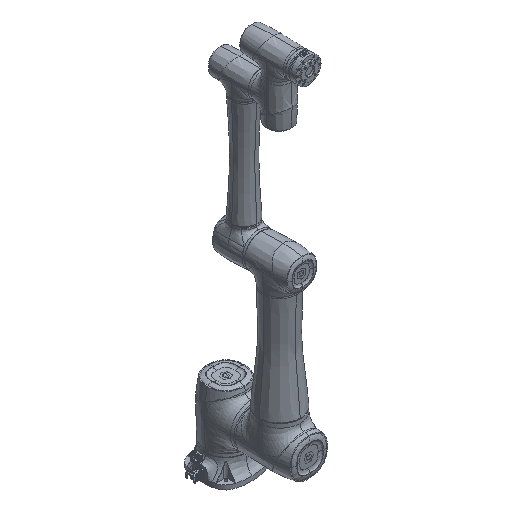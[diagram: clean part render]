
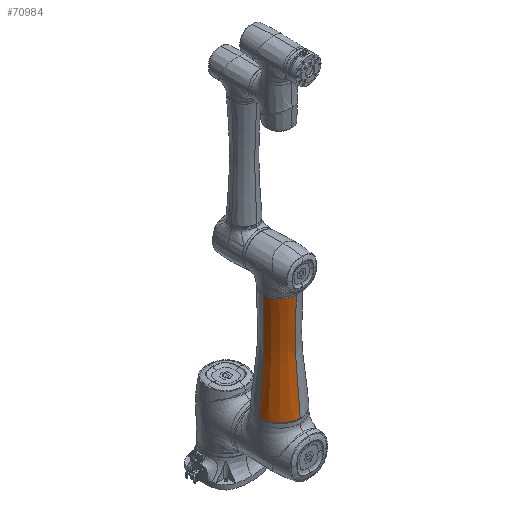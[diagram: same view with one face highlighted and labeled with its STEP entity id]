
A CAD part, isometric view. The second image highlights one B-rep face of the part: STEP entity #70984.
In plain terms, the highlighted free-form (B-spline) face has degree [3, 3] with [11, 7] control points.
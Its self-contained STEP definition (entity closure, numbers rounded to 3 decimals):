
#70463=CARTESIAN_POINT('',(-74.,0.,
17.));
#70465=CARTESIAN_POINT('',(-74.,0.,
17.));
#70466=CARTESIAN_POINT('',(-73.998,-9.493,
17.));
#70467=CARTESIAN_POINT('',(-70.226,-28.862,
16.999));
#70468=CARTESIAN_POINT('',(-53.744,-53.744,
17.));
#70469=CARTESIAN_POINT('',(-28.862,-70.226,
16.999));
#70470=CARTESIAN_POINT('',(-9.493,-73.998,
17.));
#70471=CARTESIAN_POINT('',(0.,-74.,
17.));
#70532=CARTESIAN_POINT('',(0.,-74.,
17.));
#70533=CARTESIAN_POINT('',(0.,-73.475,
31.982));
#70534=CARTESIAN_POINT('',(0.,-71.532,
63.015));
#70535=CARTESIAN_POINT('',(0.,-66.794,
109.278));
#70536=CARTESIAN_POINT('',(0.,-61.403,
156.234));
#70537=CARTESIAN_POINT('',(0.,-57.127,
203.08));
#70538=CARTESIAN_POINT('',(0.,-55.817,
250.419));
#70539=CARTESIAN_POINT('',(0.,-56.525,
298.169));
#70540=CARTESIAN_POINT('',(0.,-58.118,
345.88));
#70541=CARTESIAN_POINT('',(0.,-58.999,
377.606));
#70542=CARTESIAN_POINT('',(0.,-59.,
393.5));
#70548=CARTESIAN_POINT('',(0.,0.,393.5));
#70549=DIRECTION('',(0.,0.,1.));
#70550=DIRECTION('',(-1.,0.,0.));
#70551=AXIS2_PLACEMENT_3D('',#70548,#70549,#70550);
#70553=CARTESIAN_POINT('',(-74.,0.,
17.));
#70554=CARTESIAN_POINT('',(-73.475,0.,
31.982));
#70555=CARTESIAN_POINT('',(-71.532,0.,
63.015));
#70556=CARTESIAN_POINT('',(-66.794,0.,
109.278));
#70557=CARTESIAN_POINT('',(-61.403,0.,
156.234));
#70558=CARTESIAN_POINT('',(-57.127,0.,
203.08));
#70559=CARTESIAN_POINT('',(-55.817,0.,
250.419));
#70560=CARTESIAN_POINT('',(-56.525,0.,
298.169));
#70561=CARTESIAN_POINT('',(-58.118,0.,
345.88));
#70562=CARTESIAN_POINT('',(-58.999,0.,
377.606));
#70563=CARTESIAN_POINT('',(-59.,0.,
393.5));
#70576=VERTEX_POINT('',#70463);
#70577=VERTEX_POINT('',#70471);
#70580=CARTESIAN_POINT('',(-59.,0.,393.5));
#70582=VERTEX_POINT('',#70580);
#70589=CARTESIAN_POINT('',(0.,-59.,393.5));
#70590=VERTEX_POINT('',#70589);
#70900=CARTESIAN_POINT('',(0.926,-58.984,
397.271));
#70901=CARTESIAN_POINT('',(-6.957,-59.113,
397.271));
#70902=CARTESIAN_POINT('',(-22.765,-56.171,
397.272));
#70903=CARTESIAN_POINT('',(-42.866,-42.866,
397.273));
#70904=CARTESIAN_POINT('',(-56.171,-22.765,
397.272));
#70905=CARTESIAN_POINT('',(-59.113,-6.957,
397.271));
#70906=CARTESIAN_POINT('',(-58.984,0.926,
397.271));
#70907=CARTESIAN_POINT('',(0.923,-59.064,
380.114));
#70908=CARTESIAN_POINT('',(-6.929,-59.169,
380.112));
#70909=CARTESIAN_POINT('',(-22.703,-56.183,
380.109));
#70910=CARTESIAN_POINT('',(-42.821,-42.821,
380.108));
#70911=CARTESIAN_POINT('',(-56.183,-22.703,
380.109));
#70912=CARTESIAN_POINT('',(-59.169,-6.929,
380.112));
#70913=CARTESIAN_POINT('',(-59.064,0.923,
380.114));
#70914=CARTESIAN_POINT('',(0.905,-58.164,
347.14));
#70915=CARTESIAN_POINT('',(-6.795,-58.192,
347.123));
#70916=CARTESIAN_POINT('',(-22.272,-55.179,
347.1));
#70917=CARTESIAN_POINT('',(-42.027,-42.027,
347.089));
#70918=CARTESIAN_POINT('',(-55.179,-22.272,
347.1));
#70919=CARTESIAN_POINT('',(-58.192,-6.795,
347.123));
#70920=CARTESIAN_POINT('',(-58.164,0.905,
347.14));
#70921=CARTESIAN_POINT('',(0.88,-56.532,
298.172));
#70922=CARTESIAN_POINT('',(-6.611,-56.525,
298.153));
#70923=CARTESIAN_POINT('',(-21.656,-53.576,
298.128));
#70924=CARTESIAN_POINT('',(-40.825,-40.825,
298.117));
#70925=CARTESIAN_POINT('',(-53.576,-21.656,
298.128));
#70926=CARTESIAN_POINT('',(-56.525,-6.611,
298.153));
#70927=CARTESIAN_POINT('',(-56.532,0.88,
298.172));
#70928=CARTESIAN_POINT('',(0.874,-55.82,
250.421));
#70929=CARTESIAN_POINT('',(-6.56,-55.853,
250.411));
#70930=CARTESIAN_POINT('',(-21.468,-52.991,
250.399));
#70931=CARTESIAN_POINT('',(-40.422,-40.422,
250.393));
#70932=CARTESIAN_POINT('',(-52.991,-21.468,
250.399));
#70933=CARTESIAN_POINT('',(-55.853,-6.56,
250.411));
#70934=CARTESIAN_POINT('',(-55.82,0.874,
250.421));
#70935=CARTESIAN_POINT('',(0.895,-57.123,
203.081));
#70936=CARTESIAN_POINT('',(-6.724,-57.217,
203.077));
#70937=CARTESIAN_POINT('',(-22.009,-54.337,
203.072));
#70938=CARTESIAN_POINT('',(-41.452,-41.452,
203.07));
#70939=CARTESIAN_POINT('',(-54.337,-22.009,
203.072));
#70940=CARTESIAN_POINT('',(-57.217,-6.724,
203.077));
#70941=CARTESIAN_POINT('',(-57.123,0.895,
203.081));
#70942=CARTESIAN_POINT('',(0.955,-61.396,
156.233));
#70943=CARTESIAN_POINT('',(-7.168,-61.519,
156.245));
#70944=CARTESIAN_POINT('',(-23.517,-58.402,
156.263));
#70945=CARTESIAN_POINT('',(-44.452,-44.453,
156.273));
#70946=CARTESIAN_POINT('',(-58.402,-23.517,
156.263));
#70947=CARTESIAN_POINT('',(-61.519,-7.168,
156.245));
#70948=CARTESIAN_POINT('',(-61.396,0.955,
156.233));
#70949=CARTESIAN_POINT('',(1.032,-66.788,
109.275));
#70950=CARTESIAN_POINT('',(-7.745,-66.916,
109.302));
#70951=CARTESIAN_POINT('',(-25.457,-63.488,
109.344));
#70952=CARTESIAN_POINT('',(-48.241,-48.241,
109.365));
#70953=CARTESIAN_POINT('',(-63.488,-25.457,
109.344));
#70954=CARTESIAN_POINT('',(-66.916,-7.745,
109.302));
#70955=CARTESIAN_POINT('',(-66.788,1.032,
109.275));
#70956=CARTESIAN_POINT('',(1.109,-71.652,
61.773));
#70957=CARTESIAN_POINT('',(-8.328,-71.793,
61.788));
#70958=CARTESIAN_POINT('',(-27.355,-68.129,
61.811));
#70959=CARTESIAN_POINT('',(-51.796,-51.796,
61.822));
#70960=CARTESIAN_POINT('',(-68.129,-27.355,
61.811));
#70961=CARTESIAN_POINT('',(-71.793,-8.328,
61.788));
#70962=CARTESIAN_POINT('',(-71.652,1.109,
61.773));
#70963=CARTESIAN_POINT('',(1.149,-73.621,
29.486));
#70964=CARTESIAN_POINT('',(-8.629,-73.778,
29.488));
#70965=CARTESIAN_POINT('',(-28.285,-70.069,
29.492));
#70966=CARTESIAN_POINT('',(-53.386,-53.386,
29.494));
#70967=CARTESIAN_POINT('',(-70.069,-28.285,
29.492));
#70968=CARTESIAN_POINT('',(-73.778,-8.629,
29.488));
#70969=CARTESIAN_POINT('',(-73.621,1.149,
29.486));
#70970=CARTESIAN_POINT('',(1.164,-74.114,
13.232));
#70971=CARTESIAN_POINT('',(-8.745,-74.268,
13.231));
#70972=CARTESIAN_POINT('',(-28.611,-70.568,
13.23));
#70973=CARTESIAN_POINT('',(-53.86,-53.86,
13.229));
#70974=CARTESIAN_POINT('',(-70.568,-28.611,
13.23));
#70975=CARTESIAN_POINT('',(-74.268,-8.745,
13.231));
#70976=CARTESIAN_POINT('',(-74.114,1.165,
13.232));
#70977=B_SPLINE_SURFACE_WITH_KNOTS('',3,3,((#70900,#70901,#70902,#70903,#70904,
#70905,#70906),(#70907,#70908,#70909,#70910,#70911,#70912,#70913),(#70914,
#70915,#70916,#70917,#70918,#70919,#70920),(#70921,#70922,#70923,#70924,#70925,
#70926,#70927),(#70928,#70929,#70930,#70931,#70932,#70933,#70934),(#70935,
#70936,#70937,#70938,#70939,#70940,#70941),(#70942,#70943,#70944,#70945,#70946,
#70947,#70948),(#70949,#70950,#70951,#70952,#70953,#70954,#70955),(#70956,
#70957,#70958,#70959,#70960,#70961,#70962),(#70963,#70964,#70965,#70966,#70967,
#70968,#70969),(#70970,#70971,#70972,#70973,#70974,#70975,#70976)),
.UNSPECIFIED.,.F.,.F.,.F.,(4,1,1,1,1,1,1,1,4),(4,1,1,1,4),(-0.01,
0.126,0.253,0.379,0.506,0.629,
0.753,0.881,1.01),(-0.01,
0.245,0.5,0.755,1.01),.UNSPECIFIED.);
#70978=ORIENTED_EDGE('',*,*,#70890,.T.);
#70979=ORIENTED_EDGE('',*,*,#70880,.F.);
#70980=ORIENTED_EDGE('',*,*,#70598,.F.);
#70981=ORIENTED_EDGE('',*,*,#70687,.T.);
#70982=EDGE_LOOP('',(#70978,#70979,#70980,#70981));
#70983=FACE_OUTER_BOUND('',#70982,.F.);
#70984=ADVANCED_FACE('',(#70983),#70977,.F.);
#70472=B_SPLINE_CURVE_WITH_KNOTS('',3,(#70465,#70466,#70467,#70468,#70469,
#70470,#70471),.UNSPECIFIED.,.F.,.F.,(4,1,1,1,4),(0.,0.245,
0.5,0.755,1.),.UNSPECIFIED.);
#70543=B_SPLINE_CURVE_WITH_KNOTS('',3,(#70532,#70533,#70534,#70535,#70536,
#70537,#70538,#70539,#70540,#70541,#70542),.UNSPECIFIED.,.F.,.F.,(4,1,1,1,1,1,1,
1,4),(0.,0.119,0.247,0.371,
0.494,0.621,0.747,0.874,1.),
.UNSPECIFIED.);
#70552=CIRCLE('',#70551,59.);
#70564=B_SPLINE_CURVE_WITH_KNOTS('',3,(#70553,#70554,#70555,#70556,#70557,
#70558,#70559,#70560,#70561,#70562,#70563),.UNSPECIFIED.,.F.,.F.,(4,1,1,1,1,1,1,
1,4),(0.,0.119,0.247,0.371,
0.494,0.621,0.747,0.874,1.),
.UNSPECIFIED.);
#70598=EDGE_CURVE('',#70576,#70577,#70472,.T.);
#70687=EDGE_CURVE('',#70576,#70582,#70564,.T.);
#70880=EDGE_CURVE('',#70577,#70590,#70543,.T.);
#70890=EDGE_CURVE('',#70582,#70590,#70552,.T.);
